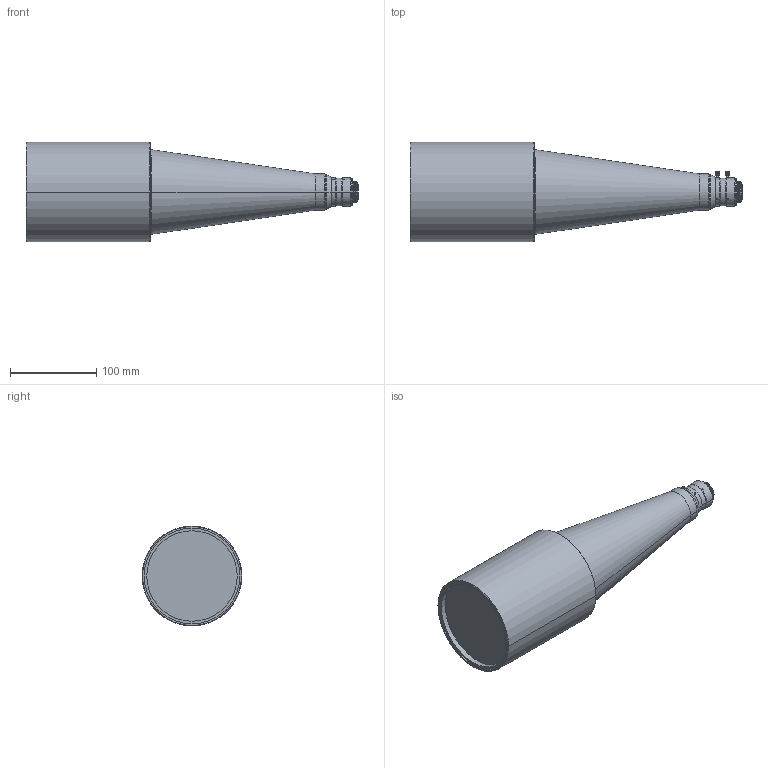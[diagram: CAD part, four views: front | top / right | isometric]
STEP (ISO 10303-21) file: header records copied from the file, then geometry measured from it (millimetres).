
FILE_DESCRIPTION (( 'STEP AP214' ), '1' );
FILE_NAME ('611000.STEP', '2020-11-12T10:46:00', ( '' ), ( '' ), 'SwSTEP 2.0', 'SolidWorks 2019', '' );
FILE_SCHEMA (( 'AUTOMOTIVE_DESIGN' ));
Length unit declared in the file: millimetre
Products named in the file (1): 611000
Bounding box: 385.58 x 116 x 116 mm (x, y, z)
Volume: 2299146.9 mm3; surface area: 118903 mm2
Topology: 3 solids, 3 shells, 284 faces, 739 edges, 474 vertices
Faces by surface type: bspline 284
Entity records: 11768 total; most frequent: CARTESIAN_POINT 5983, ORIENTED_EDGE 1478, DIRECTION 753, EDGE_CURVE 739, VERTEX_POINT 474, EDGE_LOOP 305, ADVANCED_FACE 284, FACE_OUTER_BOUND 284
